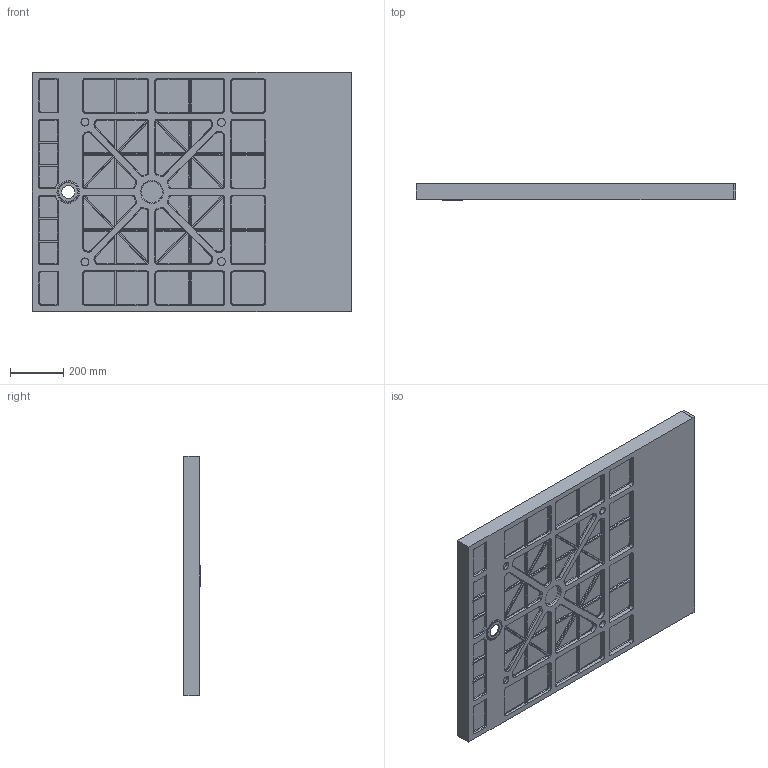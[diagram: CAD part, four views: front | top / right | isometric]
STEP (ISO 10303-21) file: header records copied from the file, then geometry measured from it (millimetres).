
FILE_DESCRIPTION (( 'STEP AP203' ), '1' );
FILE_NAME ('900x1200 grate on 900.STEP', '2023-03-24T01:26:16', ( '' ), ( '' ), 'SwSTEP 2.0', 'SolidWorks 2020', '' );
FILE_SCHEMA (( 'CONFIG_CONTROL_DESIGN' ));
Products named in the file (1): 900x1200 grate on 900
Bounding box: 1201.57 x 62.5 x 900 mm (x, y, z)
Volume: 15343418.6 mm3; surface area: 2816478.7 mm2
Topology: 1 solids, 1 shells, 1496 faces, 3708 edges, 2224 vertices
Faces by surface type: cylinder 657, bspline 423, plane 400, cone 16
Entity records: 58989 total; most frequent: CARTESIAN_POINT 27722, ORIENTED_EDGE 7384, DIRECTION 5430, EDGE_CURVE 3692, VERTEX_POINT 2224, AXIS2_PLACEMENT_3D 1835, LINE 1760, VECTOR 1760
